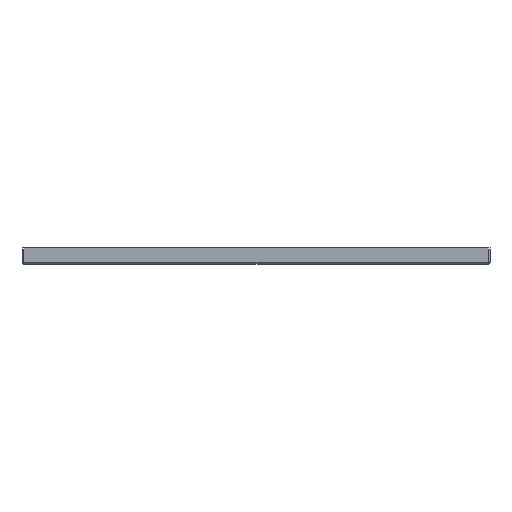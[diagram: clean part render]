
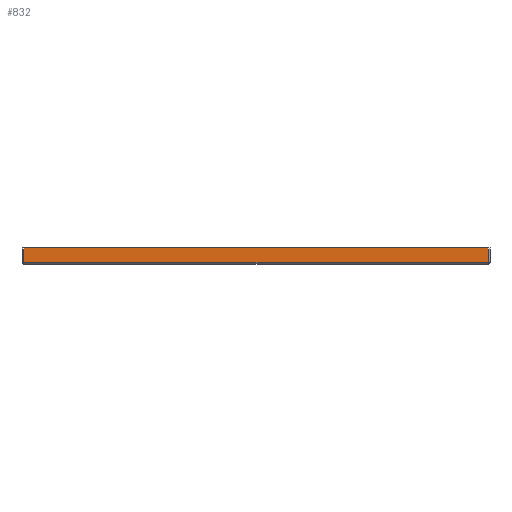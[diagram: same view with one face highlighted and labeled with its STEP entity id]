
A CAD part, front view. The second image highlights one B-rep face of the part: STEP entity #832.
In plain terms, the highlighted planar face has unit normal (0, -1, 0).
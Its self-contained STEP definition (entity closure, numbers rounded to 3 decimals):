
#49 = EDGE_LOOP ( 'NONE', ( #1242, #1249, #1221, #1260 ) ) ;
#62 = VERTEX_POINT ( 'NONE', #1955 ) ;
#76 = FACE_OUTER_BOUND ( 'NONE', #49, .T. ) ;
#147 = LINE ( 'NONE', #936, #205 ) ;
#151 = VERTEX_POINT ( 'NONE', #1940 ) ;
#168 = VECTOR ( 'NONE', #752, 1000. ) ;
#205 = VECTOR ( 'NONE', #933, 1000. ) ;
#206 = VECTOR ( 'NONE', #965, 1000. ) ;
#216 = VERTEX_POINT ( 'NONE', #1929 ) ;
#234 = LINE ( 'NONE', #1058, #206 ) ;
#269 = LINE ( 'NONE', #769, #168 ) ;
#509 = VERTEX_POINT ( 'NONE', #1877 ) ;
#752 = DIRECTION ( 'NONE',  ( 0., 0., -1. ) ) ;
#769 = CARTESIAN_POINT ( 'NONE',  ( -362.5, -301., 0. ) ) ;
#832 = ADVANCED_FACE ( 'NONE', ( #76 ), #1741, .F. ) ;
#933 = DIRECTION ( 'NONE',  ( -1., 0., 0. ) ) ;
#936 = CARTESIAN_POINT ( 'NONE',  ( -362.5, -301., 23. ) ) ;
#965 = DIRECTION ( 'NONE',  ( -1., 0., 0. ) ) ;
#1058 = CARTESIAN_POINT ( 'NONE',  ( 0., -301., 1. ) ) ;
#1116 = AXIS2_PLACEMENT_3D ( 'NONE', #1748, #1739, #1738 ) ;
#1221 = ORIENTED_EDGE ( 'NONE', *, *, #1330, .T. ) ;
#1242 = ORIENTED_EDGE ( 'NONE', *, *, #1371, .F. ) ;
#1249 = ORIENTED_EDGE ( 'NONE', *, *, #1473, .T. ) ;
#1260 = ORIENTED_EDGE ( 'NONE', *, *, #1390, .T. ) ;
#1324 = CARTESIAN_POINT ( 'NONE',  ( 362.5, -301., 23. ) ) ;
#1326 = DIRECTION ( 'NONE',  ( 0., 0., 1. ) ) ;
#1330 = EDGE_CURVE ( 'NONE', #62, #216, #147, .T. ) ;
#1371 = EDGE_CURVE ( 'NONE', #509, #151, #234, .T. ) ;
#1390 = EDGE_CURVE ( 'NONE', #216, #151, #269, .T. ) ;
#1473 = EDGE_CURVE ( 'NONE', #509, #62, #1551, .T. ) ;
#1548 = VECTOR ( 'NONE', #1326, 1000. ) ;
#1551 = LINE ( 'NONE', #1324, #1548 ) ;
#1738 = DIRECTION ( 'NONE',  ( 0., 0., 1. ) ) ;
#1739 = DIRECTION ( 'NONE',  ( 0., 1., 0. ) ) ;
#1741 = PLANE ( 'NONE',  #1116 ) ;
#1748 = CARTESIAN_POINT ( 'NONE',  ( 0., -301., 0. ) ) ;
#1877 = CARTESIAN_POINT ( 'NONE',  ( 362.5, -301., 1. ) ) ;
#1929 = CARTESIAN_POINT ( 'NONE',  ( -362.5, -301., 23. ) ) ;
#1940 = CARTESIAN_POINT ( 'NONE',  ( -362.5, -301., 1. ) ) ;
#1955 = CARTESIAN_POINT ( 'NONE',  ( 362.5, -301., 23. ) ) ;
